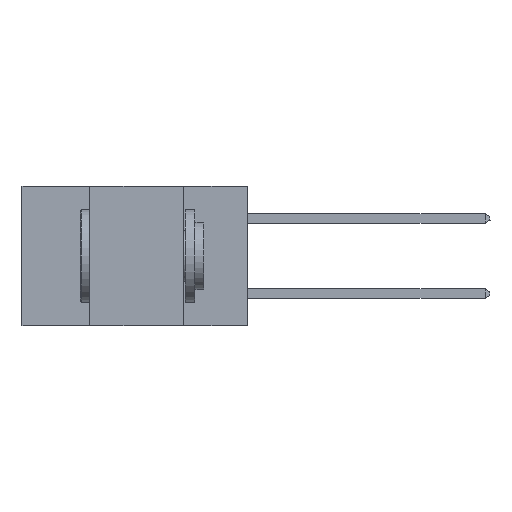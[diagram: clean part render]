
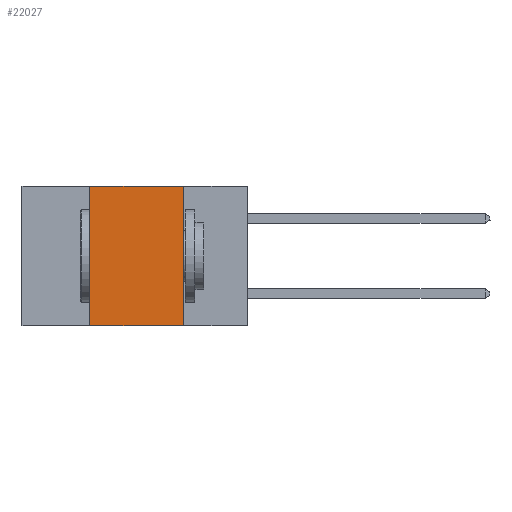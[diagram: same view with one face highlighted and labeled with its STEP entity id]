
A CAD part, left-side view. The second image highlights one B-rep face of the part: STEP entity #22027.
In plain terms, the highlighted planar face has unit normal (-1, 0, 0).
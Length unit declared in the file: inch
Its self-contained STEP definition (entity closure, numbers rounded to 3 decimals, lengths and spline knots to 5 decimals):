
#424 = CARTESIAN_POINT ( 'NONE',  ( 0., 0.6, 0. ) ) ;
#840 = LINE ( 'NONE', #13904, #10141 ) ;
#1135 = VERTEX_POINT ( 'NONE', #19503 ) ;
#1270 = EDGE_CURVE ( 'NONE', #12586, #8372, #15044, .T. ) ;
#1505 = ORIENTED_EDGE ( 'NONE', *, *, #18963, .F. ) ;
#3729 = CARTESIAN_POINT ( 'NONE',  ( 0., 0.42, -0.37 ) ) ;
#4586 = EDGE_CURVE ( 'NONE', #12586, #1135, #6849, .T. ) ;
#5232 = CARTESIAN_POINT ( 'NONE',  ( 0., 0.6, 0. ) ) ;
#5247 = CARTESIAN_POINT ( 'NONE',  ( 0., 0.17, -0.37 ) ) ;
#5325 = ORIENTED_EDGE ( 'NONE', *, *, #1270, .T. ) ;
#6647 = VERTEX_POINT ( 'NONE', #17157 ) ;
#6849 = LINE ( 'NONE', #19067, #16034 ) ;
#7094 = DIRECTION ( 'NONE',  ( 1., 0., 0. ) ) ;
#7645 = AXIS2_PLACEMENT_3D ( 'NONE', #5232, #7094, #19840 ) ;
#8372 = VERTEX_POINT ( 'NONE', #5247 ) ;
#8847 = CARTESIAN_POINT ( 'NONE',  ( 0., 0.6, -0.37 ) ) ;
#10141 = VECTOR ( 'NONE', #21033, 39.37008 ) ;
#10221 = ORIENTED_EDGE ( 'NONE', *, *, #4586, .F. ) ;
#10366 = DIRECTION ( 'NONE',  ( 0., -1., 0. ) ) ;
#10540 = ORIENTED_EDGE ( 'NONE', *, *, #12925, .F. ) ;
#11292 = FACE_OUTER_BOUND ( 'NONE', #21308, .T. ) ;
#12586 = VERTEX_POINT ( 'NONE', #3729 ) ;
#12925 = EDGE_CURVE ( 'NONE', #6647, #8372, #840, .T. ) ;
#13904 = CARTESIAN_POINT ( 'NONE',  ( 0., 0.17, -0.37 ) ) ;
#14341 = LINE ( 'NONE', #424, #18530 ) ;
#15044 = LINE ( 'NONE', #8847, #18653 ) ;
#16034 = VECTOR ( 'NONE', #20882, 39.37008 ) ;
#17157 = CARTESIAN_POINT ( 'NONE',  ( 0., 0.17, 0. ) ) ;
#18013 = PLANE ( 'NONE',  #7645 ) ;
#18530 = VECTOR ( 'NONE', #18827, 39.37008 ) ;
#18653 = VECTOR ( 'NONE', #10366, 39.37008 ) ;
#18827 = DIRECTION ( 'NONE',  ( 0., -1., 0. ) ) ;
#18963 = EDGE_CURVE ( 'NONE', #1135, #6647, #14341, .T. ) ;
#19067 = CARTESIAN_POINT ( 'NONE',  ( 0., 0.42, -0.37 ) ) ;
#19503 = CARTESIAN_POINT ( 'NONE',  ( 0., 0.42, 0. ) ) ;
#19840 = DIRECTION ( 'NONE',  ( 0., 0., -1. ) ) ;
#20882 = DIRECTION ( 'NONE',  ( 0., 0., 1. ) ) ;
#21033 = DIRECTION ( 'NONE',  ( 0., 0., -1. ) ) ;
#21308 = EDGE_LOOP ( 'NONE', ( #10540, #1505, #10221, #5325 ) ) ;
#22027 = ADVANCED_FACE ( 'NONE', ( #11292 ), #18013, .F. ) ;
